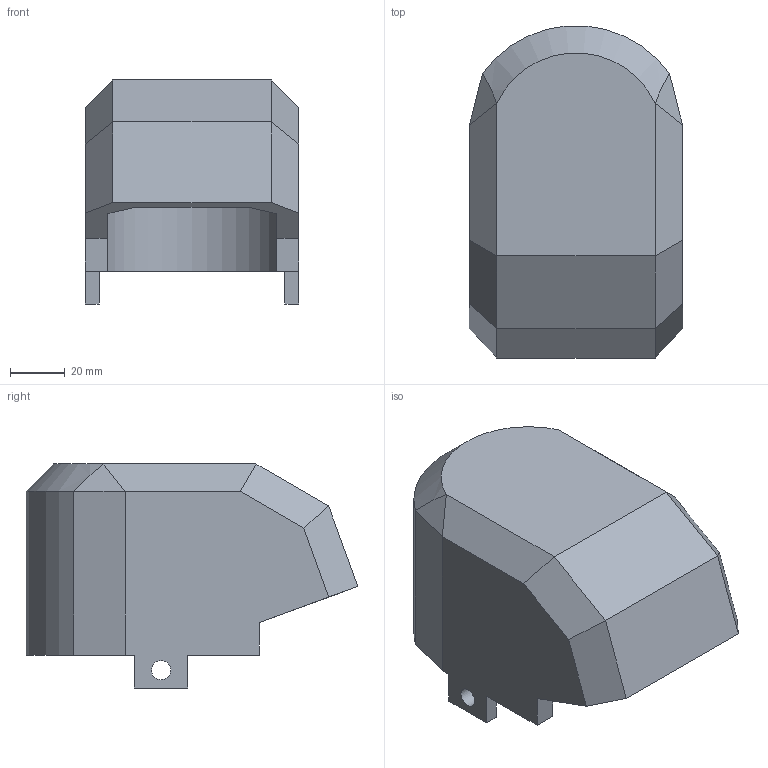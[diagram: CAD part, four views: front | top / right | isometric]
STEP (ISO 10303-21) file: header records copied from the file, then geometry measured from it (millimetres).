
FILE_DESCRIPTION(/* description */ (''),/* implementation_level */ '2;1');
FILE_NAME(/* name */ 'lid.stp',/* time_stamp */ '2025-10-06T12:40:11-04:00',/* author */ ('mateo'),/* organization */ (''),/* preprocessor_version */ 'ST-DEVELOPER v20.1',/* originating_system */ 'Autodesk Inventor 2026',/* authorisation */ '');
FILE_SCHEMA (('AUTOMOTIVE_DESIGN { 1 0 10303 214 3 1 1 }'));
Length unit declared in the file: millimetre
Products named in the file (1): lid
Bounding box: 78 x 121.47 x 82 mm (x, y, z)
Volume: 187143.9 mm3; surface area: 50351.4 mm2
Topology: 1 solids, 1 shells, 46 faces, 116 edges, 72 vertices
Faces by surface type: plane 40, cylinder 4, cone 2
Full cylindrical faces by diameter (mm): 7 x2
Entity records: 1393 total; most frequent: CARTESIAN_POINT 245, ORIENTED_EDGE 232, DIRECTION 216, EDGE_CURVE 116, LINE 102, VECTOR 102, VERTEX_POINT 72, AXIS2_PLACEMENT_3D 57
